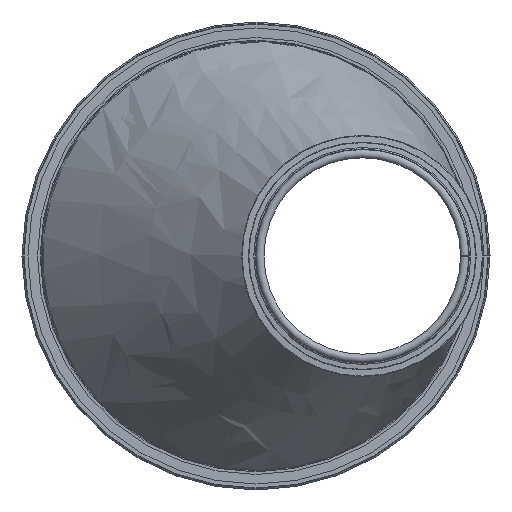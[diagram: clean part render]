
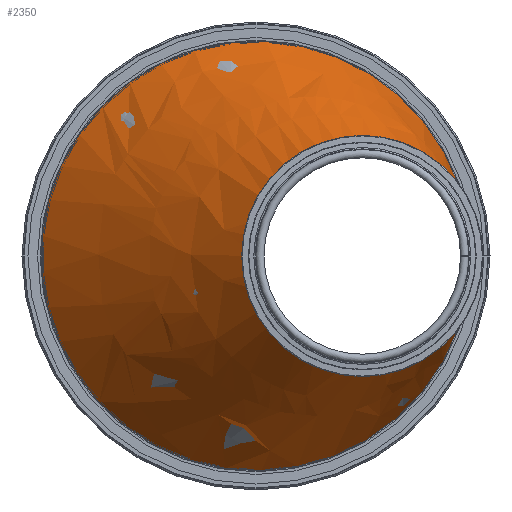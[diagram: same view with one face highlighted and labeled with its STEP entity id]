
A CAD part, left-side view. The second image highlights one B-rep face of the part: STEP entity #2350.
In plain terms, the highlighted free-form (B-spline) face has degree [1, 2] with [2, 9] control points.
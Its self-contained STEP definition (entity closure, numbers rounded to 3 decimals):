
#11=(
BOUNDED_SURFACE()
B_SPLINE_SURFACE(1,2,((#4156,#4157,#4158,#4159,#4160,#4161,#4162,#4163,
#4164),(#4165,#4166,#4167,#4168,#4169,#4170,#4171,#4172,#4173)),
 .UNSPECIFIED.,.F.,.T.,.F.)
B_SPLINE_SURFACE_WITH_KNOTS((2,2),(3,2,2,2,3),(-0.448,1.346),
(-3.142,-1.571,0.,1.571,3.142),
 .UNSPECIFIED.)
GEOMETRIC_REPRESENTATION_ITEM()
RATIONAL_B_SPLINE_SURFACE(((1.,0.707,1.,0.707,1.,
0.707,1.,0.707,1.),(1.,0.707,1.,0.707,
1.,0.707,1.,0.707,1.)))
REPRESENTATION_ITEM('')
SURFACE()
);
#22=B_SPLINE_CURVE_WITH_KNOTS('',1,(#4174,#4175),.UNSPECIFIED.,.F.,.F.,
(2,2),(-1.167,-0.086),.UNSPECIFIED.);
#280=FACE_OUTER_BOUND('',#472,.T.);
#472=EDGE_LOOP('',(#1724,#1725,#1726,#1727,#1728,#1729,#1730));
#648=CIRCLE('',#2591,40.125);
#649=CIRCLE('',#2592,40.125);
#650=CIRCLE('',#2593,40.125);
#652=CIRCLE('',#2598,79.525);
#653=CIRCLE('',#2599,79.525);
#1052=VERTEX_POINT('',#3856);
#1053=VERTEX_POINT('',#3857);
#1054=VERTEX_POINT('',#3859);
#1057=VERTEX_POINT('',#3973);
#1058=VERTEX_POINT('',#3974);
#1276=EDGE_CURVE('',#1052,#1053,#648,.T.);
#1277=EDGE_CURVE('',#1054,#1052,#649,.T.);
#1278=EDGE_CURVE('',#1053,#1054,#650,.T.);
#1283=EDGE_CURVE('',#1057,#1058,#652,.T.);
#1284=EDGE_CURVE('',#1058,#1057,#653,.T.);
#1293=EDGE_CURVE('',#1054,#1058,#22,.T.);
#1724=ORIENTED_EDGE('',*,*,#1276,.T.);
#1725=ORIENTED_EDGE('',*,*,#1278,.T.);
#1726=ORIENTED_EDGE('',*,*,#1293,.T.);
#1727=ORIENTED_EDGE('',*,*,#1284,.T.);
#1728=ORIENTED_EDGE('',*,*,#1283,.T.);
#1729=ORIENTED_EDGE('',*,*,#1293,.F.);
#1730=ORIENTED_EDGE('',*,*,#1277,.T.);
#2350=ADVANCED_FACE('',(#280),#11,.F.);
#2591=AXIS2_PLACEMENT_3D('',#3858,#3136,#3137);
#2592=AXIS2_PLACEMENT_3D('',#3860,#3138,#3139);
#2593=AXIS2_PLACEMENT_3D('',#3861,#3140,#3141);
#2598=AXIS2_PLACEMENT_3D('',#3975,#3151,#3152);
#2599=AXIS2_PLACEMENT_3D('',#3976,#3153,#3154);
#3136=DIRECTION('center_axis',(0.,0.,-1.));
#3137=DIRECTION('ref_axis',(1.,0.,0.));
#3138=DIRECTION('center_axis',(0.,0.,-1.));
#3139=DIRECTION('ref_axis',(1.,0.,0.));
#3140=DIRECTION('center_axis',(0.,0.,-1.));
#3141=DIRECTION('ref_axis',(1.,0.,0.));
#3151=DIRECTION('center_axis',(0.,0.,1.));
#3152=DIRECTION('ref_axis',(1.,0.,0.));
#3153=DIRECTION('center_axis',(0.,0.,1.));
#3154=DIRECTION('ref_axis',(1.,0.,0.));
#3856=CARTESIAN_POINT('',(40.125,0.,0.));
#3857=CARTESIAN_POINT('',(-40.125,0.,0.));
#3858=CARTESIAN_POINT('Origin',(0.,0.,0.));
#3859=CARTESIAN_POINT('',(-7.799,39.36,0.));
#3860=CARTESIAN_POINT('Origin',(0.,0.,0.));
#3861=CARTESIAN_POINT('Origin',(0.,0.,0.));
#3973=CARTESIAN_POINT('',(-40.125,0.,-72.));
#3974=CARTESIAN_POINT('',(23.943,78.008,-72.));
#3975=CARTESIAN_POINT('Origin',(39.4,0.,-72.));
#3976=CARTESIAN_POINT('Origin',(39.4,0.,-72.));
#4156=CARTESIAN_POINT('Ctrl Pts',(39.602,97.073,-107.517));
#4157=CARTESIAN_POINT('Ctrl Pts',(-40.125,97.073,-142.665));
#4158=CARTESIAN_POINT('Ctrl Pts',(-40.125,0.,-142.665));
#4159=CARTESIAN_POINT('Ctrl Pts',(-40.125,-97.073,-142.665));
#4160=CARTESIAN_POINT('Ctrl Pts',(39.602,-97.073,-107.517));
#4161=CARTESIAN_POINT('Ctrl Pts',(119.328,-97.073,-72.368));
#4162=CARTESIAN_POINT('Ctrl Pts',(119.328,0.,-72.368));
#4163=CARTESIAN_POINT('Ctrl Pts',(119.328,97.073,-72.368));
#4164=CARTESIAN_POINT('Ctrl Pts',(39.602,97.073,-107.517));
#4165=CARTESIAN_POINT('Ctrl Pts',(-13.059,32.955,11.932));
#4166=CARTESIAN_POINT('Ctrl Pts',(-40.125,32.955,0.));
#4167=CARTESIAN_POINT('Ctrl Pts',(-40.125,0.,0.));
#4168=CARTESIAN_POINT('Ctrl Pts',(-40.125,-32.955,0.));
#4169=CARTESIAN_POINT('Ctrl Pts',(-13.059,-32.955,11.932));
#4170=CARTESIAN_POINT('Ctrl Pts',(14.007,-32.955,23.865));
#4171=CARTESIAN_POINT('Ctrl Pts',(14.007,0.,23.865));
#4172=CARTESIAN_POINT('Ctrl Pts',(14.007,32.955,23.865));
#4173=CARTESIAN_POINT('Ctrl Pts',(-13.059,32.955,11.932));
#4174=CARTESIAN_POINT('Ctrl Pts',(-7.799,39.36,0.));
#4175=CARTESIAN_POINT('Ctrl Pts',(23.943,78.008,-72.));
